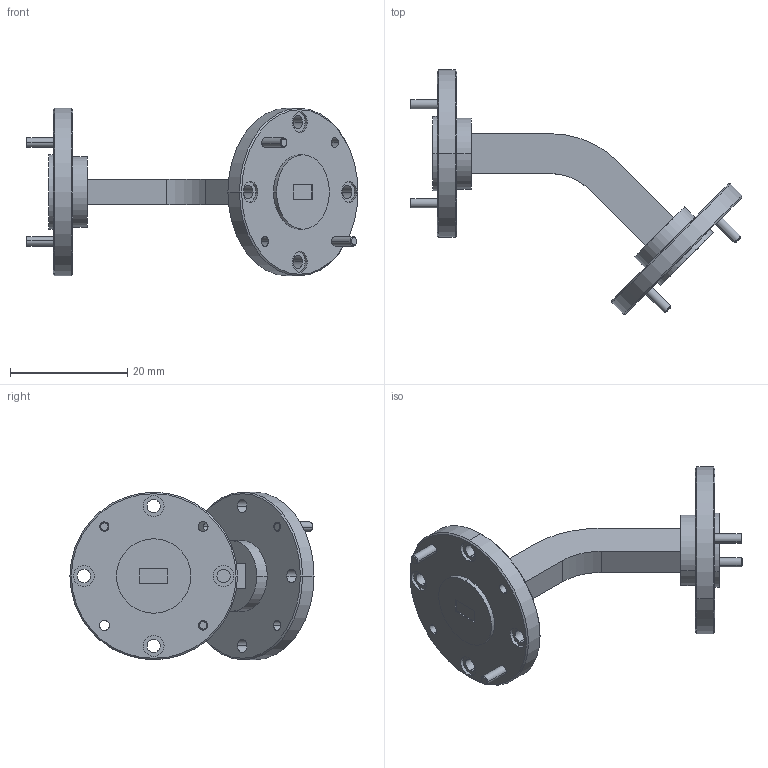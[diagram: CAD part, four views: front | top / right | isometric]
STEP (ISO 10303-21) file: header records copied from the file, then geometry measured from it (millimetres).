
FILE_DESCRIPTION (( 'STEP AP203' ), '1' );
FILE_NAME ('WB-HU-5.STEP', '2025-03-20T22:33:50', ( '' ), ( '' ), 'SwSTEP 2.0', 'SolidWorks 2021', '' );
FILE_SCHEMA (( 'CONFIG_CONTROL_DESIGN' ));
Length unit declared in the file: inch
Products named in the file (1): WB-HU-5
Bounding box: 56.62 x 41.63 x 28.57 mm (x, y, z)
Volume: 5983.1 mm3; surface area: 4548.6 mm2
Topology: 5 solids, 5 shells, 134 faces, 300 edges, 192 vertices
Faces by surface type: cylinder 70, plane 40, cone 24
Entity records: 3911 total; most frequent: DIRECTION 734, CARTESIAN_POINT 627, ORIENTED_EDGE 600, EDGE_CURVE 300, AXIS2_PLACEMENT_3D 299, VERTEX_POINT 192, EDGE_LOOP 182, CIRCLE 164
